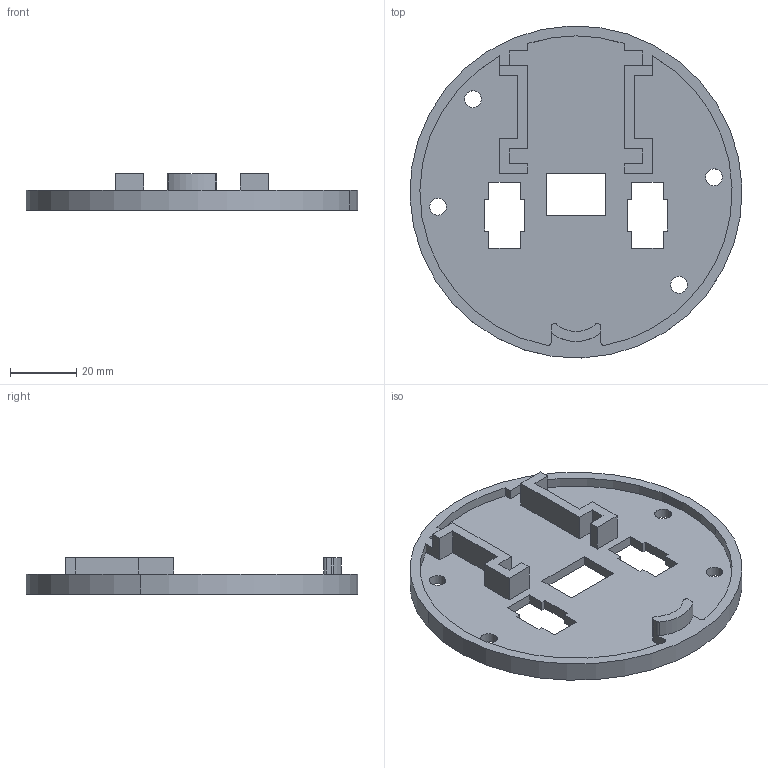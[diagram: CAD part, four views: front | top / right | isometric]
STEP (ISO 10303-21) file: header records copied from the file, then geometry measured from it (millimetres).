
FILE_DESCRIPTION (( 'STEP AP203' ), '1' );
FILE_NAME ('a3_t.STEP', '2015-02-28T01:11:02', ( '' ), ( '' ), 'SwSTEP 2.0', 'SolidWorks 2013', '' );
FILE_SCHEMA (( 'CONFIG_CONTROL_DESIGN' ));
Length unit declared in the file: millimetre
Products named in the file (1): a3_t
Bounding box: 99.94 x 99.94 x 11 mm (x, y, z)
Volume: 27068.4 mm3; surface area: 19674.4 mm2
Topology: 1 solids, 1 shells, 90 faces, 261 edges, 174 vertices
Faces by surface type: plane 66, cylinder 24
Entity records: 3058 total; most frequent: CARTESIAN_POINT 526, ORIENTED_EDGE 522, DIRECTION 491, EDGE_CURVE 261, VECTOR 213, LINE 213, VERTEX_POINT 174, AXIS2_PLACEMENT_3D 139
